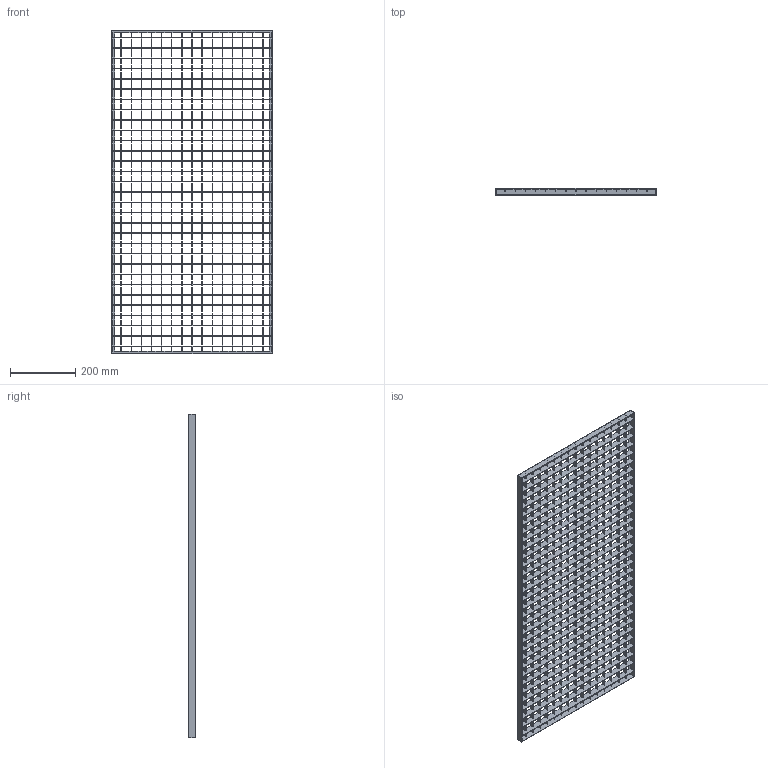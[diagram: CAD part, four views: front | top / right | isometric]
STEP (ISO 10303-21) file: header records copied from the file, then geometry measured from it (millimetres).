
FILE_DESCRIPTION (( 'STEP AP203' ), '1' );
FILE_NAME ('23-49993020-7.step', '2015-08-26T23:01:30', ( '' ), ( '' ), 'SwSTEP 2.0', 'SolidWorks 2015', '' );
FILE_SCHEMA (( 'CONFIG_CONTROL_DESIGN' ));
Products named in the file (1): 23-49993020-7
Bounding box: 490 x 20 x 990 mm (x, y, z)
Volume: 744549 mm3; surface area: 1107561 mm2
Topology: 1 solids, 1 shells, 1768 faces, 6728 edges, 4480 vertices
Faces by surface type: plane 1768
Entity records: 71374 total; most frequent: ORIENTED_EDGE 13456, CARTESIAN_POINT 12992, DIRECTION 10261, EDGE_CURVE 6728, VECTOR 6723, LINE 6723, VERTEX_POINT 4480, EDGE_LOOP 2310
